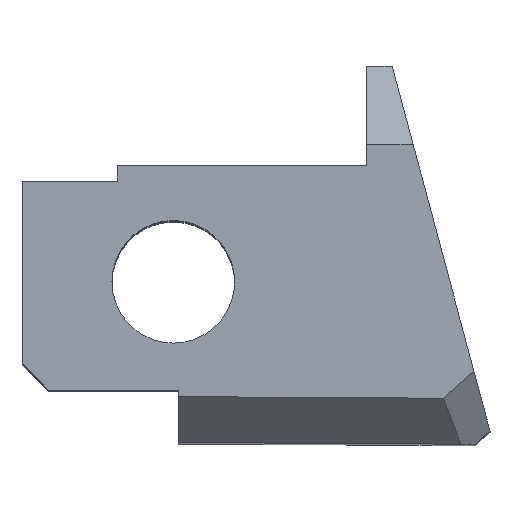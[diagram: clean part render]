
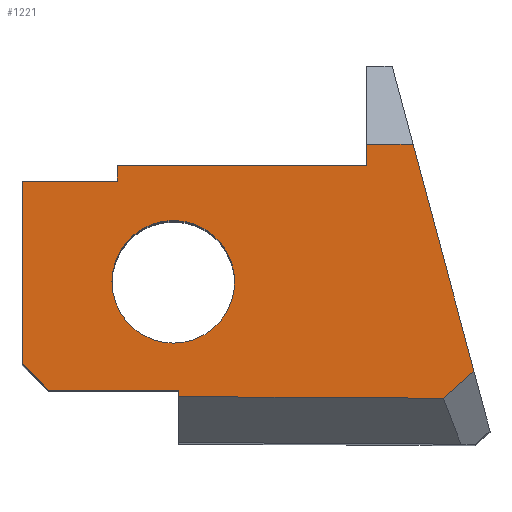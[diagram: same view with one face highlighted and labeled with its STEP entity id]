
A CAD part, top view. The second image highlights one B-rep face of the part: STEP entity #1221.
In plain terms, the highlighted planar face has unit normal (0, 0, 1).
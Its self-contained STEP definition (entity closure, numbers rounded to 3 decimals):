
#12 = ORIENTED_EDGE ( 'NONE', *, *, #1404, .T. ) ;
#21 = CARTESIAN_POINT ( 'NONE',  ( 145.293, 117.357, 102.189 ) ) ;
#27 = CARTESIAN_POINT ( 'NONE',  ( 137.002, 110.949, 102.189 ) ) ;
#47 = CIRCLE ( 'NONE', #1228, 1.6 ) ;
#62 = LINE ( 'NONE', #81, #560 ) ;
#71 = DIRECTION ( 'NONE',  ( 0.75, 0.661, 0. ) ) ;
#81 = CARTESIAN_POINT ( 'NONE',  ( 146.88, 115.979, 102.189 ) ) ;
#93 = CARTESIAN_POINT ( 'NONE',  ( 148.096, 111.44, 102.189 ) ) ;
#102 = EDGE_CURVE ( 'NONE', #855, #633, #227, .T. ) ;
#150 = VERTEX_POINT ( 'NONE', #675 ) ;
#201 = CARTESIAN_POINT ( 'NONE',  ( 140.606, 116.4, 102.189 ) ) ;
#225 = DIRECTION ( 'NONE',  ( 0., 0., -1. ) ) ;
#227 = LINE ( 'NONE', #1160, #1269 ) ;
#249 = EDGE_CURVE ( 'NONE', #552, #469, #417, .T. ) ;
#265 = CARTESIAN_POINT ( 'NONE',  ( 141.88, 117.357, 102.189 ) ) ;
#282 = VERTEX_POINT ( 'NONE', #868 ) ;
#290 = EDGE_CURVE ( 'NONE', #1075, #1944, #1210, .T. ) ;
#317 = DIRECTION ( 'NONE',  ( 0., 0., -1. ) ) ;
#350 = CARTESIAN_POINT ( 'NONE',  ( 145.293, 116.805, 102.189 ) ) ;
#356 = EDGE_LOOP ( 'NONE', ( #1323, #370 ) ) ;
#370 = ORIENTED_EDGE ( 'NONE', *, *, #1430, .T. ) ;
#382 = CARTESIAN_POINT ( 'NONE',  ( 146.511, 117.357, 102.189 ) ) ;
#417 = LINE ( 'NONE', #265, #996 ) ;
#425 = FACE_OUTER_BOUND ( 'NONE', #457, .T. ) ;
#446 = EDGE_CURVE ( 'NONE', #975, #469, #598, .T. ) ;
#448 = LINE ( 'NONE', #1226, #1102 ) ;
#453 = CARTESIAN_POINT ( 'NONE',  ( 138.793, 116.4, 102.189 ) ) ;
#456 = DIRECTION ( 'NONE',  ( 1., 0., 0. ) ) ;
#457 = EDGE_LOOP ( 'NONE', ( #1224, #1305, #1335, #1042, #1134, #625, #604, #12, #532, #586, #1510, #1434 ) ) ;
#469 = VERTEX_POINT ( 'NONE', #21 ) ;
#483 = CARTESIAN_POINT ( 'NONE',  ( 138.793, 117.787, 102.189 ) ) ;
#490 = CARTESIAN_POINT ( 'NONE',  ( 145.293, 116.805, 102.189 ) ) ;
#519 = CARTESIAN_POINT ( 'NONE',  ( 140.254, 113.773, 102.189 ) ) ;
#521 = LINE ( 'NONE', #1272, #1724 ) ;
#532 = ORIENTED_EDGE ( 'NONE', *, *, #1234, .F. ) ;
#552 = VERTEX_POINT ( 'NONE', #382 ) ;
#560 = VECTOR ( 'NONE', #1166, 1000. ) ;
#586 = ORIENTED_EDGE ( 'NONE', *, *, #102, .T. ) ;
#590 = CARTESIAN_POINT ( 'NONE',  ( 136.307, 116.4, 102.189 ) ) ;
#598 = LINE ( 'NONE', #490, #674 ) ;
#604 = ORIENTED_EDGE ( 'NONE', *, *, #912, .T. ) ;
#605 = CARTESIAN_POINT ( 'NONE',  ( 147.299, 110.737, 102.189 ) ) ;
#625 = ORIENTED_EDGE ( 'NONE', *, *, #1754, .T. ) ;
#633 = VERTEX_POINT ( 'NONE', #93 ) ;
#641 = VECTOR ( 'NONE', #859, 1000. ) ;
#654 = CARTESIAN_POINT ( 'NONE',  ( 140.396, 110.778, 102.189 ) ) ;
#657 = DIRECTION ( 'NONE',  ( -0.006, -1., 0. ) ) ;
#660 = DIRECTION ( 'NONE',  ( 1., 0., 0. ) ) ;
#674 = VECTOR ( 'NONE', #2021, 1000. ) ;
#675 = CARTESIAN_POINT ( 'NONE',  ( 138.654, 113.773, 102.189 ) ) ;
#714 = CARTESIAN_POINT ( 'NONE',  ( 136.307, 112.705, 102.189 ) ) ;
#742 = VECTOR ( 'NONE', #980, 1000. ) ;
#745 = VERTEX_POINT ( 'NONE', #1804 ) ;
#841 = AXIS2_PLACEMENT_3D ( 'NONE', #2005, #921, #1408 ) ;
#854 = DIRECTION ( 'NONE',  ( 1., 0., 0. ) ) ;
#855 = VERTEX_POINT ( 'NONE', #605 ) ;
#856 = EDGE_CURVE ( 'NONE', #282, #150, #47, .T. ) ;
#859 = DIRECTION ( 'NONE',  ( 0., 1., 0. ) ) ;
#862 = VERTEX_POINT ( 'NONE', #453 ) ;
#868 = CARTESIAN_POINT ( 'NONE',  ( 141.854, 113.773, 102.189 ) ) ;
#899 = CARTESIAN_POINT ( 'NONE',  ( 140.606, 116.805, 102.189 ) ) ;
#912 = EDGE_CURVE ( 'NONE', #1368, #745, #521, .T. ) ;
#921 = DIRECTION ( 'NONE',  ( 0., 0., -1. ) ) ;
#943 = EDGE_CURVE ( 'NONE', #1944, #862, #1122, .T. ) ;
#975 = VERTEX_POINT ( 'NONE', #350 ) ;
#980 = DIRECTION ( 'NONE',  ( 0., 1., 0. ) ) ;
#996 = VECTOR ( 'NONE', #1796, 1000. ) ;
#1042 = ORIENTED_EDGE ( 'NONE', *, *, #943, .F. ) ;
#1075 = VERTEX_POINT ( 'NONE', #1516 ) ;
#1102 = VECTOR ( 'NONE', #1559, 1000. ) ;
#1122 = LINE ( 'NONE', #201, #1756 ) ;
#1134 = ORIENTED_EDGE ( 'NONE', *, *, #290, .F. ) ;
#1152 = DIRECTION ( 'NONE',  ( 1., 0., 0. ) ) ;
#1160 = CARTESIAN_POINT ( 'NONE',  ( 146.633, 110.151, 102.189 ) ) ;
#1166 = DIRECTION ( 'NONE',  ( 0.259, -0.966, 0. ) ) ;
#1210 = LINE ( 'NONE', #714, #641 ) ;
#1212 = AXIS2_PLACEMENT_3D ( 'NONE', #519, #225, #854 ) ;
#1216 = PLANE ( 'NONE',  #841 ) ;
#1221 = ADVANCED_FACE ( 'NONE', ( #1830, #425 ), #1216, .F. ) ;
#1224 = ORIENTED_EDGE ( 'NONE', *, *, #446, .F. ) ;
#1226 = CARTESIAN_POINT ( 'NONE',  ( 148.532, 110.73, 102.189 ) ) ;
#1228 = AXIS2_PLACEMENT_3D ( 'NONE', #1725, #317, #1230 ) ;
#1230 = DIRECTION ( 'NONE',  ( 1., 0., 0. ) ) ;
#1234 = EDGE_CURVE ( 'NONE', #855, #1972, #448, .T. ) ;
#1253 = VERTEX_POINT ( 'NONE', #1701 ) ;
#1269 = VECTOR ( 'NONE', #71, 1000. ) ;
#1272 = CARTESIAN_POINT ( 'NONE',  ( 141.409, 110.949, 102.189 ) ) ;
#1294 = LINE ( 'NONE', #1592, #1761 ) ;
#1305 = ORIENTED_EDGE ( 'NONE', *, *, #1673, .F. ) ;
#1323 = ORIENTED_EDGE ( 'NONE', *, *, #856, .T. ) ;
#1335 = ORIENTED_EDGE ( 'NONE', *, *, #1376, .F. ) ;
#1368 = VERTEX_POINT ( 'NONE', #27 ) ;
#1376 = EDGE_CURVE ( 'NONE', #862, #1253, #1885, .T. ) ;
#1404 = EDGE_CURVE ( 'NONE', #745, #1972, #1294, .T. ) ;
#1408 = DIRECTION ( 'NONE',  ( 0., -1., 0. ) ) ;
#1418 = CIRCLE ( 'NONE', #1212, 1.6 ) ;
#1427 = DIRECTION ( 'NONE',  ( 0.707, -0.707, 0. ) ) ;
#1430 = EDGE_CURVE ( 'NONE', #150, #282, #1418, .T. ) ;
#1434 = ORIENTED_EDGE ( 'NONE', *, *, #249, .T. ) ;
#1510 = ORIENTED_EDGE ( 'NONE', *, *, #1522, .F. ) ;
#1516 = CARTESIAN_POINT ( 'NONE',  ( 136.307, 111.644, 102.189 ) ) ;
#1522 = EDGE_CURVE ( 'NONE', #552, #633, #62, .T. ) ;
#1559 = DIRECTION ( 'NONE',  ( -1., 0.006, 0. ) ) ;
#1589 = CARTESIAN_POINT ( 'NONE',  ( 137.407, 110.544, 102.189 ) ) ;
#1592 = CARTESIAN_POINT ( 'NONE',  ( 140.413, 113.53, 102.189 ) ) ;
#1673 = EDGE_CURVE ( 'NONE', #1253, #975, #1861, .T. ) ;
#1701 = CARTESIAN_POINT ( 'NONE',  ( 138.793, 116.805, 102.189 ) ) ;
#1708 = VECTOR ( 'NONE', #456, 1000. ) ;
#1724 = VECTOR ( 'NONE', #1152, 1000. ) ;
#1725 = CARTESIAN_POINT ( 'NONE',  ( 140.254, 113.773, 102.189 ) ) ;
#1754 = EDGE_CURVE ( 'NONE', #1075, #1368, #1893, .T. ) ;
#1756 = VECTOR ( 'NONE', #660, 1000. ) ;
#1761 = VECTOR ( 'NONE', #657, 1000. ) ;
#1796 = DIRECTION ( 'NONE',  ( -1., 0., 0. ) ) ;
#1804 = CARTESIAN_POINT ( 'NONE',  ( 140.397, 110.949, 102.189 ) ) ;
#1830 = FACE_BOUND ( 'NONE', #356, .T. ) ;
#1861 = LINE ( 'NONE', #899, #1708 ) ;
#1885 = LINE ( 'NONE', #483, #742 ) ;
#1893 = LINE ( 'NONE', #1589, #2029 ) ;
#1944 = VERTEX_POINT ( 'NONE', #590 ) ;
#1972 = VERTEX_POINT ( 'NONE', #654 ) ;
#2005 = CARTESIAN_POINT ( 'NONE',  ( 142.42, 114.175, 102.189 ) ) ;
#2021 = DIRECTION ( 'NONE',  ( 0., 1., 0. ) ) ;
#2029 = VECTOR ( 'NONE', #1427, 1000. ) ;
